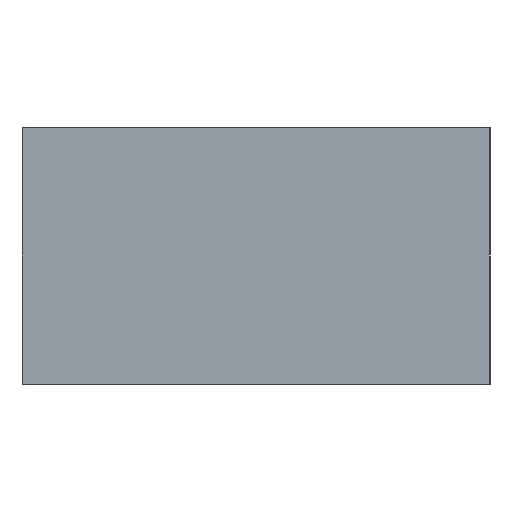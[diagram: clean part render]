
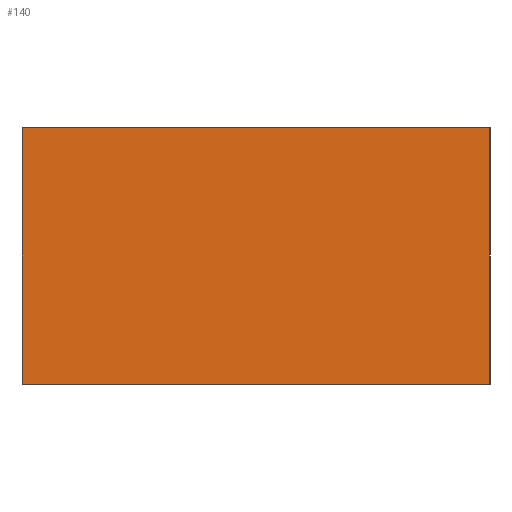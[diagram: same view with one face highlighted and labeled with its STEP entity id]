
A CAD part, left-side view. The second image highlights one B-rep face of the part: STEP entity #140.
In plain terms, the highlighted planar face has unit normal (-1, 0, 0).
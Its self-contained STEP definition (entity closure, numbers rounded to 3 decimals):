
#140 = ADVANCED_FACE( '', ( #368 ), #369, .F. );
#368 = FACE_OUTER_BOUND( '', #693, .T. );
#369 = PLANE( '', #694 );
#693 = EDGE_LOOP( '', ( #1151, #1152, #1153, #1154 ) );
#694 = AXIS2_PLACEMENT_3D( '', #1155, #1156, #1157 );
#1151 = ORIENTED_EDGE( '', *, *, #2713, .T. );
#1152 = ORIENTED_EDGE( '', *, *, #2714, .F. );
#1153 = ORIENTED_EDGE( '', *, *, #2715, .F. );
#1154 = ORIENTED_EDGE( '', *, *, #2716, .F. );
#1155 = CARTESIAN_POINT( '', ( -0.8, 0.4, 0.45 ) );
#1156 = DIRECTION( '', ( 1., 0., 0. ) );
#1157 = DIRECTION( '', ( 0., 1., 0. ) );
#2713 = EDGE_CURVE( '', #3106, #3107, #3108, .T. );
#2714 = EDGE_CURVE( '', #3109, #3107, #3110, .T. );
#2715 = EDGE_CURVE( '', #3111, #3109, #3112, .T. );
#2716 = EDGE_CURVE( '', #3106, #3111, #3113, .T. );
#3106 = VERTEX_POINT( '', #3802 );
#3107 = VERTEX_POINT( '', #3803 );
#3108 = LINE( '', #3804, #3805 );
#3109 = VERTEX_POINT( '', #3806 );
#3110 = LINE( '', #3807, #3808 );
#3111 = VERTEX_POINT( '', #3809 );
#3112 = LINE( '', #3810, #3811 );
#3113 = LINE( '', #3812, #3813 );
#3802 = CARTESIAN_POINT( '', ( -0.8, 0.41, 0. ) );
#3803 = CARTESIAN_POINT( '', ( -0.8, -0.41, 0. ) );
#3804 = CARTESIAN_POINT( '', ( -0.8, 0.4, 0. ) );
#3805 = VECTOR( '', #5827, 1000. );
#3806 = CARTESIAN_POINT( '', ( -0.8, -0.41, 0.45 ) );
#3807 = CARTESIAN_POINT( '', ( -0.8, -0.41, 0.45 ) );
#3808 = VECTOR( '', #5828, 1000. );
#3809 = CARTESIAN_POINT( '', ( -0.8, 0.41, 0.45 ) );
#3810 = CARTESIAN_POINT( '', ( -0.8, 0.4, 0.45 ) );
#3811 = VECTOR( '', #5829, 1000. );
#3812 = CARTESIAN_POINT( '', ( -0.8, 0.41, 0.45 ) );
#3813 = VECTOR( '', #5830, 1000. );
#5827 = DIRECTION( '', ( 0., -1., 0. ) );
#5828 = DIRECTION( '', ( 0., 0., -1. ) );
#5829 = DIRECTION( '', ( 0., -1., 0. ) );
#5830 = DIRECTION( '', ( 0., 0., 1. ) );
